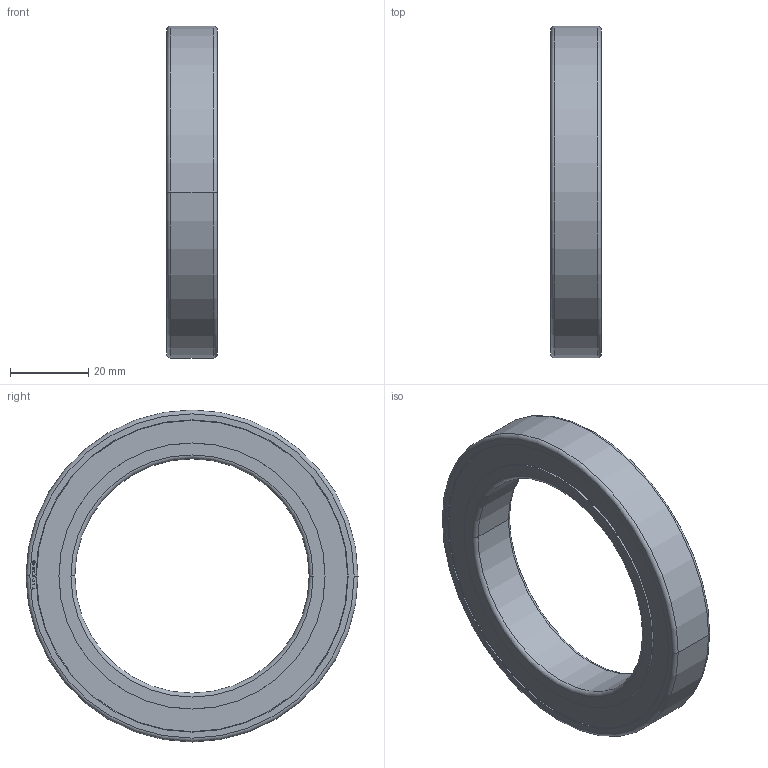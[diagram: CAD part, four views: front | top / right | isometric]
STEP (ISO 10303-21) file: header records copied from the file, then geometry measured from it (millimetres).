
FILE_DESCRIPTION(('starvars output'),'1');
FILE_NAME('61912-2RS.stp','19:01:53 2023/12/13',('TraceParts'),(' '),'Spatial InterOp 3D',' ',' ');
FILE_SCHEMA(('AUTOMOTIVE_DESIGN { 1 0 10303 214 3 1 1 }'));
Length unit declared in the file: millimetre
Products named in the file (1): 1
Bounding box: 13 x 85 x 85 mm (x, y, z)
Volume: 29001 mm3; surface area: 25124.1 mm2
Topology: 1 solids, 1 shells, 502 faces, 1672 edges, 1128 vertices
Faces by surface type: plane 174, torus 152, sphere 136, cylinder 36, cone 4
Entity records: 28441 total; most frequent: CARTESIAN_POINT 10579, ORIENTED_EDGE 3344, DIRECTION 2378, EDGE_CURVE 1672, VERTEX_POINT 1128, AXIS2_PLACEMENT_3D 951, B_SPLINE_CURVE_WITH_KNOTS 748, EDGE_LOOP 596
